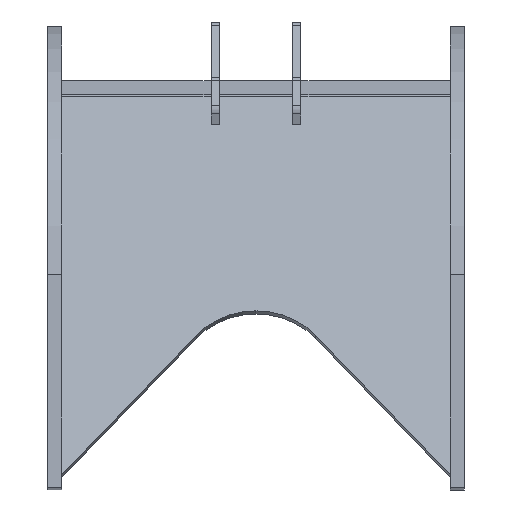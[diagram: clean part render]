
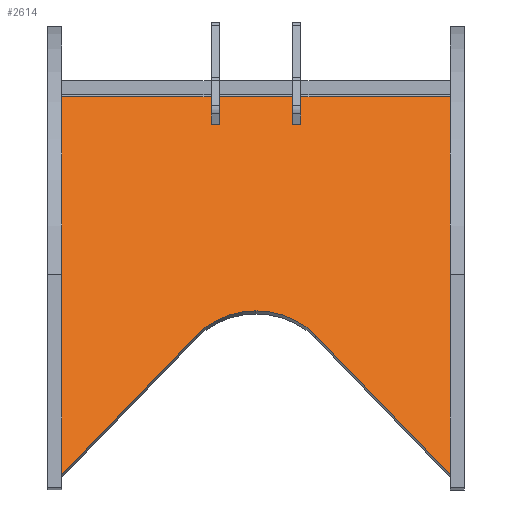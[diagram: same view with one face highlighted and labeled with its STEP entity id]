
A CAD part, front view. The second image highlights one B-rep face of the part: STEP entity #2614.
In plain terms, the highlighted face is planar.
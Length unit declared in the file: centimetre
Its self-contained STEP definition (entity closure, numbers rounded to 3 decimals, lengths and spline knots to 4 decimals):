
#6 = ORIENTED_EDGE ( 'NONE', *, *, #3207, .T. ) ;
#14 = CARTESIAN_POINT ( 'NONE',  ( 46.2315, 276.2932, -10.4742 ) ) ;
#15 = EDGE_CURVE ( 'NONE', #3222, #2787, #2489, .T. ) ;
#17 = EDGE_CURVE ( 'NONE', #3222, #2935, #3250, .T. ) ;
#36 = DIRECTION ( 'NONE',  ( 0.653, -0.271, 0.707 ) ) ;
#51 = VERTEX_POINT ( 'NONE', #729 ) ;
#57 = ORIENTED_EDGE ( 'NONE', *, *, #348, .F. ) ;
#65 = ORIENTED_EDGE ( 'NONE', *, *, #852, .T. ) ;
#97 = VERTEX_POINT ( 'NONE', #2294 ) ;
#159 = CARTESIAN_POINT ( 'NONE',  ( 90.0818, 265.0823, 18.7312 ) ) ;
#226 = ORIENTED_EDGE ( 'NONE', *, *, #2329, .F. ) ;
#231 = DIRECTION ( 'NONE',  ( 0., 0.358, -0.934 ) ) ;
#275 = VERTEX_POINT ( 'NONE', #2604 ) ;
#331 = CARTESIAN_POINT ( 'NONE',  ( 63.0765, 266.3318, 15.4762 ) ) ;
#348 = EDGE_CURVE ( 'NONE', #913, #2787, #2869, .T. ) ;
#360 = VERTEX_POINT ( 'NONE', #1569 ) ;
#362 = ORIENTED_EDGE ( 'NONE', *, *, #1465, .F. ) ;
#398 = AXIS2_PLACEMENT_3D ( 'NONE', #1735, #938, #1987 ) ;
#474 = CARTESIAN_POINT ( 'NONE',  ( 73.2369, 266.3318, 15.4762 ) ) ;
#488 = CARTESIAN_POINT ( 'NONE',  ( 90.0818, 265.0823, 18.7312 ) ) ;
#539 = DIRECTION ( 'NONE',  ( 0., -0.934, -0.358 ) ) ;
#623 = VECTOR ( 'NONE', #1950, 100. ) ;
#630 = ORIENTED_EDGE ( 'NONE', *, *, #2479, .F. ) ;
#720 = VERTEX_POINT ( 'NONE', #2647 ) ;
#721 = DIRECTION ( 'NONE',  ( 0., 0.358, -0.934 ) ) ;
#729 = CARTESIAN_POINT ( 'NONE',  ( 63.0767, 265.0823, 18.7312 ) ) ;
#750 = LINE ( 'NONE', #1531, #2825 ) ;
#761 = VECTOR ( 'NONE', #2707, 100. ) ;
#821 = CARTESIAN_POINT ( 'NONE',  ( 72.2842, 266.3318, 15.4762 ) ) ;
#834 = VERTEX_POINT ( 'NONE', #2477 ) ;
#842 = EDGE_LOOP ( 'NONE', ( #630, #2259, #226, #3121, #1008, #1565, #2837, #57, #362, #6, #1762, #65, #2167, #1460, #3226 ) ) ;
#852 = EDGE_CURVE ( 'NONE', #2117, #720, #977, .T. ) ;
#870 = VECTOR ( 'NONE', #1325, 100. ) ;
#913 = VERTEX_POINT ( 'NONE', #159 ) ;
#938 = DIRECTION ( 'NONE',  ( 0., -0.934, -0.358 ) ) ;
#975 = VECTOR ( 'NONE', #1230, 100. ) ;
#977 = CIRCLE ( 'NONE', #398, 8.89 ) ;
#987 = CARTESIAN_POINT ( 'NONE',  ( 64.0292, 265.4795, 17.6966 ) ) ;
#1002 = LINE ( 'NONE', #987, #2831 ) ;
#1008 = ORIENTED_EDGE ( 'NONE', *, *, #1178, .T. ) ;
#1013 = DIRECTION ( 'NONE',  ( 0., -0.358, 0.934 ) ) ;
#1020 = DIRECTION ( 'NONE',  ( 0., -0.358, 0.934 ) ) ;
#1022 = VECTOR ( 'NONE', #1938, 100. ) ;
#1062 = CARTESIAN_POINT ( 'NONE',  ( 46.2315, 265.0823, 18.7312 ) ) ;
#1076 = LINE ( 'NONE', #331, #2895 ) ;
#1151 = CARTESIAN_POINT ( 'NONE',  ( 90.0818, 276.2932, -10.4742 ) ) ;
#1178 = EDGE_CURVE ( 'NONE', #2251, #2935, #1388, .T. ) ;
#1205 = AXIS2_PLACEMENT_3D ( 'NONE', #1151, #1867, #3187 ) ;
#1212 = CARTESIAN_POINT ( 'NONE',  ( 73.2367, 265.0823, 18.7312 ) ) ;
#1230 = DIRECTION ( 'NONE',  ( -1., 0., 0. ) ) ;
#1265 = LINE ( 'NONE', #14, #2418 ) ;
#1271 = CARTESIAN_POINT ( 'NONE',  ( 90.0818, 276.2932, -10.4742 ) ) ;
#1273 = EDGE_CURVE ( 'NONE', #2251, #2673, #3184, .T. ) ;
#1323 = DIRECTION ( 'NONE',  ( 0., -0.358, 0.934 ) ) ;
#1325 = DIRECTION ( 'NONE',  ( -1., 0., 0. ) ) ;
#1348 = CARTESIAN_POINT ( 'NONE',  ( 64.0292, 266.3318, 15.4762 ) ) ;
#1388 = LINE ( 'NONE', #2099, #1759 ) ;
#1403 = AXIS2_PLACEMENT_3D ( 'NONE', #1998, #539, #231 ) ;
#1460 = ORIENTED_EDGE ( 'NONE', *, *, #2245, .T. ) ;
#1465 = EDGE_CURVE ( 'NONE', #275, #913, #2752, .T. ) ;
#1474 = CARTESIAN_POINT ( 'NONE',  ( 73.2367, 265.4795, 17.6966 ) ) ;
#1512 = EDGE_CURVE ( 'NONE', #97, #2117, #2143, .T. ) ;
#1531 = CARTESIAN_POINT ( 'NONE',  ( 57.1941, 277.6238, -13.9404 ) ) ;
#1565 = ORIENTED_EDGE ( 'NONE', *, *, #17, .F. ) ;
#1569 = CARTESIAN_POINT ( 'NONE',  ( 63.0767, 266.3318, 15.4762 ) ) ;
#1610 = EDGE_CURVE ( 'NONE', #834, #720, #750, .T. ) ;
#1650 = VERTEX_POINT ( 'NONE', #1062 ) ;
#1665 = CARTESIAN_POINT ( 'NONE',  ( 73.2367, 266.3318, 15.4762 ) ) ;
#1735 = CARTESIAN_POINT ( 'NONE',  ( 68.1567, 277.9482, -14.7854 ) ) ;
#1759 = VECTOR ( 'NONE', #2641, 100. ) ;
#1762 = ORIENTED_EDGE ( 'NONE', *, *, #1512, .T. ) ;
#1867 = DIRECTION ( 'NONE',  ( 0., -0.934, -0.358 ) ) ;
#1938 = DIRECTION ( 'NONE',  ( 0., -0.358, 0.934 ) ) ;
#1950 = DIRECTION ( 'NONE',  ( -0.653, -0.271, 0.707 ) ) ;
#1987 = DIRECTION ( 'NONE',  ( 0., 0.358, -0.934 ) ) ;
#1989 = VERTEX_POINT ( 'NONE', #1348 ) ;
#1998 = CARTESIAN_POINT ( 'NONE',  ( 68.1567, 277.9482, -14.7854 ) ) ;
#2099 = CARTESIAN_POINT ( 'NONE',  ( 72.2842, 265.4795, 17.6966 ) ) ;
#2117 = VERTEX_POINT ( 'NONE', #2680 ) ;
#2143 = CIRCLE ( 'NONE', #1403, 8.89 ) ;
#2167 = ORIENTED_EDGE ( 'NONE', *, *, #1610, .F. ) ;
#2172 = PLANE ( 'NONE',  #1205 ) ;
#2245 = EDGE_CURVE ( 'NONE', #834, #1650, #1265, .T. ) ;
#2251 = VERTEX_POINT ( 'NONE', #3241 ) ;
#2259 = ORIENTED_EDGE ( 'NONE', *, *, #2452, .T. ) ;
#2294 = CARTESIAN_POINT ( 'NONE',  ( 74.8863, 275.8664, -9.3623 ) ) ;
#2329 = EDGE_CURVE ( 'NONE', #2673, #1989, #1002, .T. ) ;
#2375 = EDGE_CURVE ( 'NONE', #51, #1650, #2757, .T. ) ;
#2411 = VECTOR ( 'NONE', #1020, 100. ) ;
#2418 = VECTOR ( 'NONE', #1013, 100. ) ;
#2452 = EDGE_CURVE ( 'NONE', #360, #1989, #1076, .T. ) ;
#2471 = VECTOR ( 'NONE', #1323, 100. ) ;
#2477 = CARTESIAN_POINT ( 'NONE',  ( 46.2315, 282.175, -25.7968 ) ) ;
#2479 = EDGE_CURVE ( 'NONE', #360, #51, #2587, .T. ) ;
#2489 = LINE ( 'NONE', #1474, #1022 ) ;
#2490 = CARTESIAN_POINT ( 'NONE',  ( 64.0292, 265.0823, 18.7312 ) ) ;
#2505 = DIRECTION ( 'NONE',  ( -1., 0., 0. ) ) ;
#2587 = LINE ( 'NONE', #3101, #2471 ) ;
#2604 = CARTESIAN_POINT ( 'NONE',  ( 90.0818, 282.175, -25.7968 ) ) ;
#2614 = ADVANCED_FACE ( 'NONE', ( #3204 ), #2172, .F. ) ;
#2622 = DIRECTION ( 'NONE',  ( 1., 0., 0. ) ) ;
#2641 = DIRECTION ( 'NONE',  ( 0., 0.358, -0.934 ) ) ;
#2647 = CARTESIAN_POINT ( 'NONE',  ( 61.427, 275.8664, -9.3623 ) ) ;
#2673 = VERTEX_POINT ( 'NONE', #2490 ) ;
#2680 = CARTESIAN_POINT ( 'NONE',  ( 68.1567, 274.7623, -6.4859 ) ) ;
#2688 = LINE ( 'NONE', #3216, #623 ) ;
#2707 = DIRECTION ( 'NONE',  ( -1., 0., 0. ) ) ;
#2752 = LINE ( 'NONE', #1271, #2411 ) ;
#2757 = LINE ( 'NONE', #488, #3100 ) ;
#2787 = VERTEX_POINT ( 'NONE', #1212 ) ;
#2825 = VECTOR ( 'NONE', #36, 100. ) ;
#2831 = VECTOR ( 'NONE', #721, 100. ) ;
#2837 = ORIENTED_EDGE ( 'NONE', *, *, #15, .T. ) ;
#2869 = LINE ( 'NONE', #3103, #870 ) ;
#2895 = VECTOR ( 'NONE', #2622, 100. ) ;
#2935 = VERTEX_POINT ( 'NONE', #821 ) ;
#2971 = CARTESIAN_POINT ( 'NONE',  ( 90.0818, 265.0823, 18.7312 ) ) ;
#3100 = VECTOR ( 'NONE', #2505, 100. ) ;
#3101 = CARTESIAN_POINT ( 'NONE',  ( 63.0767, 265.4795, 17.6966 ) ) ;
#3103 = CARTESIAN_POINT ( 'NONE',  ( 90.0818, 265.0823, 18.7312 ) ) ;
#3121 = ORIENTED_EDGE ( 'NONE', *, *, #1273, .F. ) ;
#3184 = LINE ( 'NONE', #2971, #761 ) ;
#3187 = DIRECTION ( 'NONE',  ( 0., 0.358, -0.934 ) ) ;
#3204 = FACE_OUTER_BOUND ( 'NONE', #842, .T. ) ;
#3207 = EDGE_CURVE ( 'NONE', #275, #97, #2688, .T. ) ;
#3216 = CARTESIAN_POINT ( 'NONE',  ( 79.1192, 277.6238, -13.9404 ) ) ;
#3222 = VERTEX_POINT ( 'NONE', #1665 ) ;
#3226 = ORIENTED_EDGE ( 'NONE', *, *, #2375, .F. ) ;
#3241 = CARTESIAN_POINT ( 'NONE',  ( 72.2842, 265.0823, 18.7312 ) ) ;
#3250 = LINE ( 'NONE', #474, #975 ) ;
